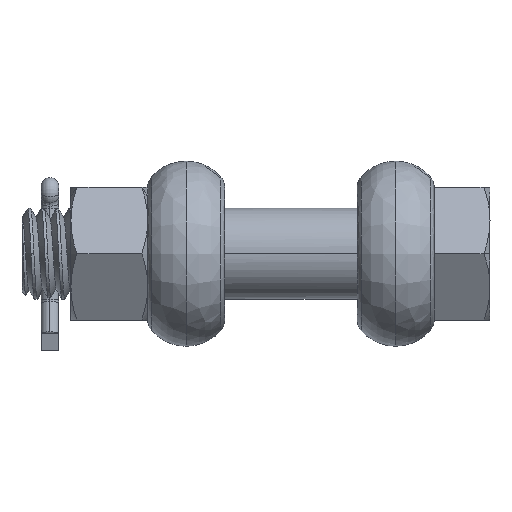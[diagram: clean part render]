
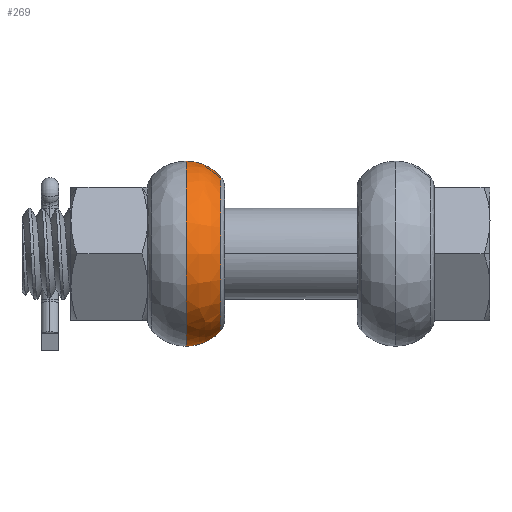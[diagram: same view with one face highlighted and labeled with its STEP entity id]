
A CAD part, front view. The second image highlights one B-rep face of the part: STEP entity #269.
In plain terms, the highlighted free-form (B-spline) face has degree [3, 3] with [4, 4] control points.
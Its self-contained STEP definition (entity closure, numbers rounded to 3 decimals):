
#269=ADVANCED_FACE('NONE',(#861),#862,.F.);
#861=FACE_OUTER_BOUND('',#6350,.T.);
#862=(B_SPLINE_SURFACE(3,3,((#6352,#6353,#6354,#6355),(#6356,#6357,#6358,#6359),(#6360,#6361,#6362,#6363),(#6364,#6365,#6366,#6367)),.UNSPECIFIED.,.F.,.F.,.F.)B_SPLINE_SURFACE_WITH_KNOTS((4,4),(4,4),(0.0,1.0),(0.0,1.0),.UNSPECIFIED.)RATIONAL_B_SPLINE_SURFACE(((1.0,0.333,0.333,1.0),(0.941,0.314,0.314,0.941),(0.941,0.314,0.314,0.941),(1.0,0.333,0.333,1.0)))BOUNDED_SURFACE()REPRESENTATION_ITEM('')GEOMETRIC_REPRESENTATION_ITEM()SURFACE());
#6350=EDGE_LOOP('',(#10737,#10738,#10739,#10740));
#6352=CARTESIAN_POINT('',(-10.05,0.,-11.015));
#6353=CARTESIAN_POINT('',(-10.05,-22.031,-11.015));
#6354=CARTESIAN_POINT('',(-10.05,-22.031,11.015));
#6355=CARTESIAN_POINT('',(-10.05,0.,11.015));
#6356=CARTESIAN_POINT('',(-11.323,0.,-12.458));
#6357=CARTESIAN_POINT('',(-11.323,-24.917,-12.458));
#6358=CARTESIAN_POINT('',(-11.323,-24.917,12.458));
#6359=CARTESIAN_POINT('',(-11.323,0.,12.458));
#6360=CARTESIAN_POINT('',(-13.076,0.,-13.25));
#6361=CARTESIAN_POINT('',(-13.076,-26.5,-13.25));
#6362=CARTESIAN_POINT('',(-13.076,-26.5,13.25));
#6363=CARTESIAN_POINT('',(-13.076,0.,13.25));
#6364=CARTESIAN_POINT('',(-15.,0.,-13.25));
#6365=CARTESIAN_POINT('',(-15.,-26.5,-13.25));
#6366=CARTESIAN_POINT('',(-15.,-26.5,13.25));
#6367=CARTESIAN_POINT('',(-15.,0.,13.25));
#10737=ORIENTED_EDGE('',*,*,#12984,.F.);
#10738=ORIENTED_EDGE('',*,*,#12989,.T.);
#10739=ORIENTED_EDGE('',*,*,#12962,.F.);
#10740=ORIENTED_EDGE('',*,*,#12990,.T.);
#12962=EDGE_CURVE('NONE',#14507,#14509,#14510,.T.);
#12984=EDGE_CURVE('NONE',#14544,#14545,#14546,.T.);
#12989=EDGE_CURVE('NONE',#14544,#14509,#14552,.T.);
#12990=EDGE_CURVE('NONE',#14507,#14545,#14553,.T.);
#14507=VERTEX_POINT('NONE',#21546);
#14509=VERTEX_POINT('NONE',#21548);
#14510=CIRCLE('',#21549,11.015);
#14544=VERTEX_POINT('NONE',#21692);
#14545=VERTEX_POINT('NONE',#21693);
#14546=CIRCLE('',#21694,13.25);
#14552=CIRCLE('',#21713,6.6);
#14553=CIRCLE('',#21714,6.6);
#21546=CARTESIAN_POINT('',(-10.05,0.,11.015));
#21548=CARTESIAN_POINT('',(-10.05,0.,-11.015));
#21549=AXIS2_PLACEMENT_3D('',#24851,#24852,#24853);
#21692=CARTESIAN_POINT('',(-15.0,0.,-13.25));
#21693=CARTESIAN_POINT('',(-15.0,0.,13.25));
#21694=AXIS2_PLACEMENT_3D('',#24865,#24866,#24867);
#21713=AXIS2_PLACEMENT_3D('',#24877,#24878,#24879);
#21714=AXIS2_PLACEMENT_3D('',#24880,#24881,#24882);
#24851=CARTESIAN_POINT('',(-10.05,0.0,0.0));
#24852=DIRECTION('',(1.0,-0.0,0.0));
#24853=DIRECTION('',(0.0,0.,-1.0));
#24865=CARTESIAN_POINT('',(-15.0,0.0,0.0));
#24866=DIRECTION('',(-1.0,0.0,0.0));
#24867=DIRECTION('',(0.0,0.,-1.0));
#24877=CARTESIAN_POINT('',(-15.0,0.,-6.65));
#24878=DIRECTION('',(0.,-1.0,0.));
#24879=DIRECTION('',(0.0,0.,-1.0));
#24880=CARTESIAN_POINT('',(-15.0,0.0,6.65));
#24881=DIRECTION('',(0.0,-1.0,0.0));
#24882=DIRECTION('',(0.0,0.0,-1.0));
